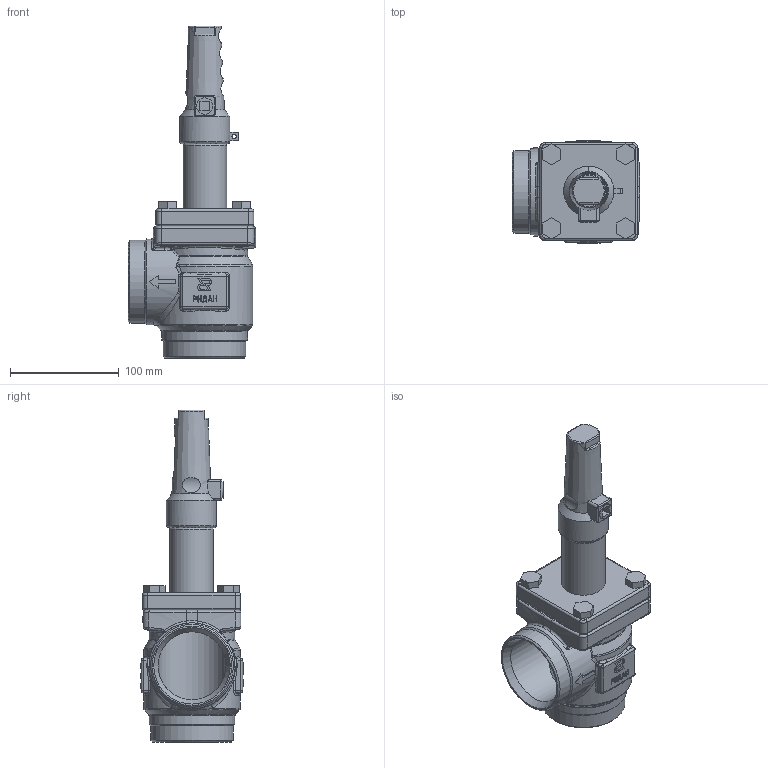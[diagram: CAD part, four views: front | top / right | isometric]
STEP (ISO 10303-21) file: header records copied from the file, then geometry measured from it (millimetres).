
FILE_DESCRIPTION(('TFLEX Exchange Step'),'2;1');
FILE_NAME('148B2065R.stp', '2024-09-11T13:41:42+03:00',('RUCO3378'),('Unknown organisation'),'TFLEX Exchange 2024.4','T-FLEX CAD','Unknown authorisation');
FILE_SCHEMA( ('AP203_CONFIGURATION_CONTROLLED_3D_DESIGN_OF_MECHANICAL_PARTS_AND_ASSEMBLIES_MIM_LF') );
Length unit declared in the file: millimetre
Products named in the file (1): Body_Ang_65
Bounding box: 117 x 94 x 305 mm (x, y, z)
Volume: 644192.5 mm3; surface area: 127040.2 mm2
Topology: 1 solids, 6 shells, 1052 faces, 2790 edges, 1796 vertices
Faces by surface type: plane 459, bspline 398, cylinder 115, torus 46, cone 17, sphere 17
Full cylindrical faces by diameter (mm): 4 x1, 12 x6, 15 x1, 36 x1, 40 x1, 46 x1, 62.6 x2, 76.1 x2, 79 x2
Entity records: 46637 total; most frequent: CARTESIAN_POINT 22915, ORIENTED_EDGE 5538, DIRECTION 3637, EDGE_CURVE 2769, VERTEX_POINT 1796, VECTOR 1525, LINE 1525, EDGE_LOOP 1131
